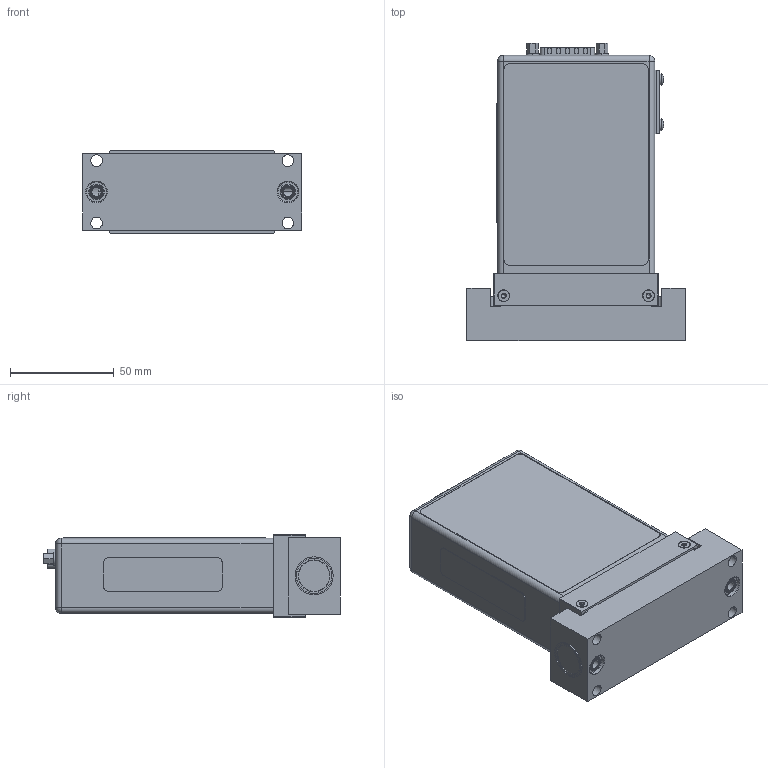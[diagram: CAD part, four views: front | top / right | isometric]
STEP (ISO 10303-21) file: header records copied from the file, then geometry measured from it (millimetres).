
FILE_DESCRIPTION((''),'2;1');
FILE_NAME('IM50A_W-SEAL_15-PIN_ANALOG_ASM','2015-10-14T',('cockrofm'),(''),'PRO/ENGINEER BY PARAMETRIC TECHNOLOGY CORPORATION, 2011490','PRO/ENGINEER BY PARAMETRIC TECHNOLOGY CORPORATION, 2011490','');
FILE_SCHEMA(('CONFIG_CONTROL_DESIGN'));
Length unit declared in the file: inch
Products named in the file (26): PRT0167; PRT0169; PRT0170; PRT0171; PRT0172; ASM0027_ASM; PRT0173; PRT0174; PRT0175; PRT0176; PRT0177; PRT0178; PRT0179; MANIFOLD_SOLID_BREP_25618; MANIFOLD_SOLID_BREP_25783; ASM0028_ASM; PRT0180; PRT0181; PRT0182; 1032313_MOTT_FILTER_2; PRT0183; 1049356_W-SEAL_15-PIN_DUMMY_ASM_ASM; 1052598_FOR_STPS; 136492_PIN; 1052598_FOR_STPS_ASM; IM50A_W-SEAL_15-PIN_ANALOG_ASM
Assembly tree (33 placements, depth 4):
  IM50A_W-SEAL_15-PIN_ANALOG_ASM
    1049356_W-SEAL_15-PIN_DUMMY_ASM_ASM
      PRT0167
      PRT0169
      PRT0170
      ASM0027_ASM
        PRT0171
        PRT0172
      PRT0173
      PRT0174
      PRT0175
      PRT0176
      PRT0177
      PRT0178  x2
      PRT0179  x2
      ASM0028_ASM  x2
        MANIFOLD_SOLID_BREP_25618
        MANIFOLD_SOLID_BREP_25783
      PRT0180  x6
      PRT0181
      PRT0182
      1032313_MOTT_FILTER_2
      PRT0183
    1052598_FOR_STPS_ASM
      1052598_FOR_STPS
      136492_PIN
Bounding box: 105.74 x 142.8 x 39.47 mm (x, y, z)
Volume: 113838.7 mm3; surface area: 120693.6 mm2
Topology: 30 solids, 34 shells, 1145 faces, 2800 edges, 1801 vertices
Faces by surface type: cylinder 443, plane 393, cone 142, extrusion 78, torus 65, sphere 13, bspline 11
Entity records: 28643 total; most frequent: CARTESIAN_POINT 7171, DIRECTION 4593, ORIENTED_EDGE 4138, EDGE_CURVE 2077, AXIS2_PLACEMENT_3D 1741, VERTEX_POINT 1360, VECTOR 1111, LINE 1053
